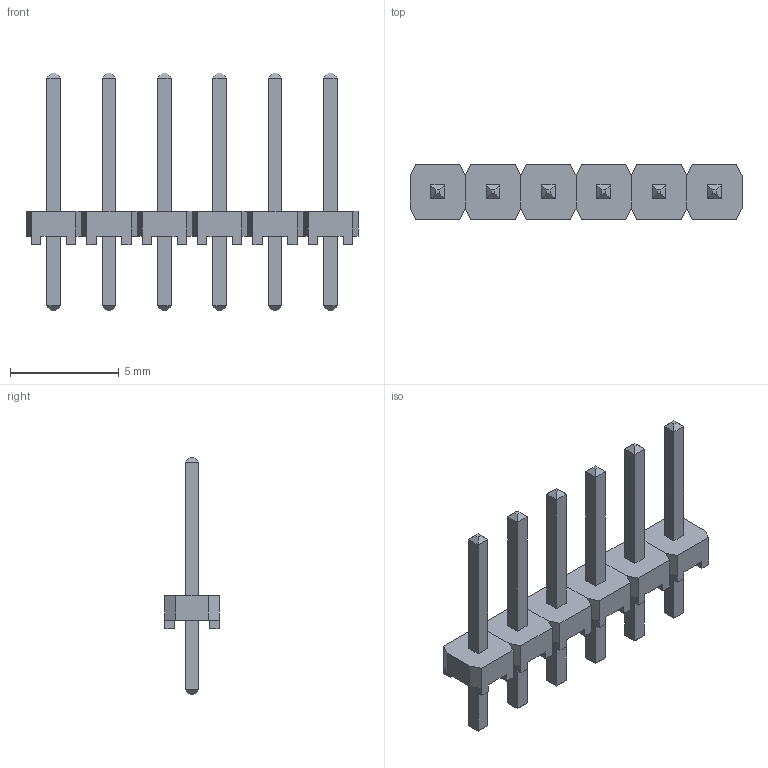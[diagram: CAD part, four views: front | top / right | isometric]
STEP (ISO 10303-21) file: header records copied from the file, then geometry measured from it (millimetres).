
FILE_DESCRIPTION(/* description */ (''),/* implementation_level */ '2;1');
FILE_NAME(/* name */ 'SAMTEC_MTLW-106-07-L-S-250.stp',/* time_stamp */ '2017-03-06T13:52:23+01:00',/* author */ ('bcivel'),/* organization */ (''),/* preprocessor_version */ 'ST-DEVELOPER v16.1',/* originating_system */ 'AutoCAD Mechanical',/* authorisation */ '');
FILE_SCHEMA (('AUTOMOTIVE_DESIGN { 1 0 10303 214 3 1 1 }'));
Length unit declared in the file: millimetre
Products named in the file (1): Product
Bounding box: 15.24 x 2.49 x 10.92 mm (x, y, z)
Volume: 66.3 mm3; surface area: 305.8 mm2
Topology: 18 solids, 18 shells, 276 faces, 648 edges, 408 vertices
Faces by surface type: plane 276
Entity records: 7665 total; most frequent: CARTESIAN_POINT 1333, ORIENTED_EDGE 1296, DIRECTION 1202, LINE 648, VECTOR 648, EDGE_CURVE 648, VERTEX_POINT 408, AXIS2_PLACEMENT_3D 277
